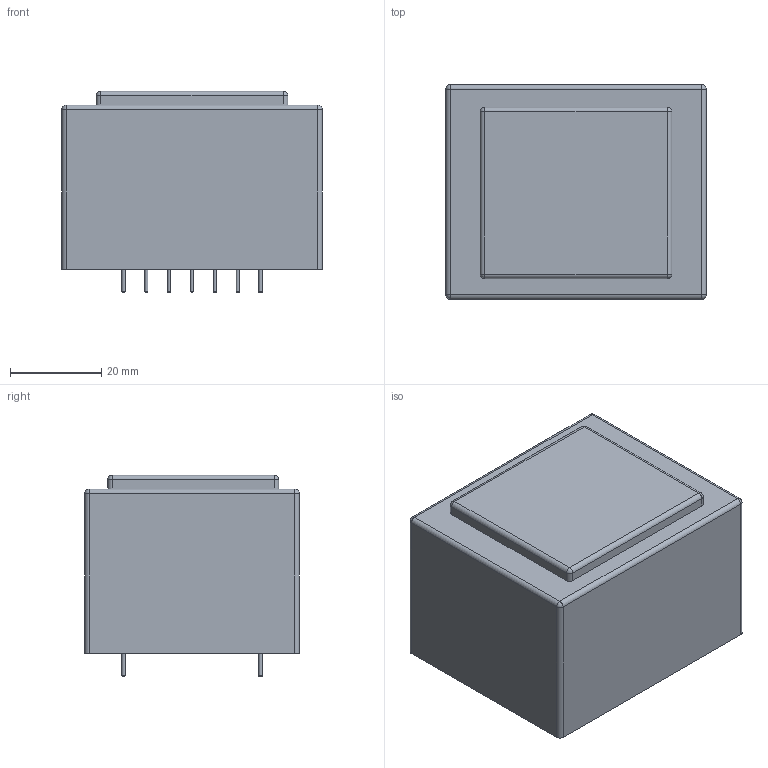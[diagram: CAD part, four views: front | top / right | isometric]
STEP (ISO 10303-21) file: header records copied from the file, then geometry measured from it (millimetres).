
FILE_DESCRIPTION(/* description */ ('model of Transformer_Breve_TEZ-47x57'),/* implementation_level */ '2;1');
FILE_NAME(/* name */ 'Transformer_Breve_TEZ-47x57.step',/* time_stamp */ '2018-11-13T17:32:57',/* author */ ('kicad StepUp','ksu'),/* organization */ ('FreeCAD'),/* preprocessor_version */ 'OCC',/* originating_system */ 'kicad StepUp',/* authorisation */ '');
FILE_SCHEMA(('AUTOMOTIVE_DESIGN { 1 0 10303 214 1 1 1 1 }'));
Length unit declared in the file: millimetre
Products named in the file (3): ASSEMBLY; Transformer_Breve_TEZ_47x058; Transformer_Breve_TEZ_47x57
Assembly tree (2 placements, depth 2):
  ASSEMBLY
    Transformer_Breve_TEZ_47x058
    Transformer_Breve_TEZ_47x57
Bounding box: 57 x 47 x 44.1 mm (x, y, z)
Volume: 101091.2 mm3; surface area: 13285.8 mm2
Topology: 14 solids, 14 shells, 87 faces, 153 edges, 79 vertices
Faces by surface type: plane 37, cylinder 29, revolution 13, sphere 8
Full cylindrical faces by diameter (mm): 0.692 x13
Entity records: 2200 total; most frequent: CARTESIAN_POINT 397, DIRECTION 388, ORIENTED_EDGE 274, AXIS2_PLACEMENT_3D 161, EDGE_CURVE 137, FACE_BOUND 88, EDGE_LOOP 88, ADVANCED_FACE 87
